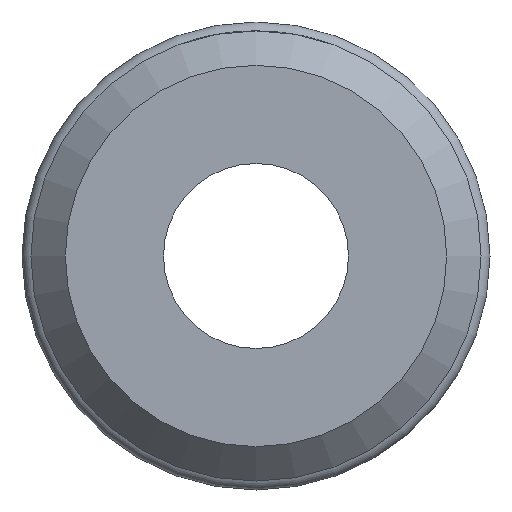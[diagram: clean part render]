
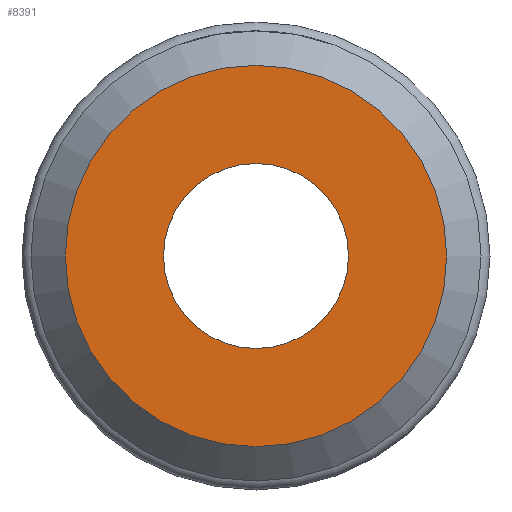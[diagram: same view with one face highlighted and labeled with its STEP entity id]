
A CAD part, left-side view. The second image highlights one B-rep face of the part: STEP entity #8391.
In plain terms, the highlighted planar face has unit normal (-1, 0, 0).
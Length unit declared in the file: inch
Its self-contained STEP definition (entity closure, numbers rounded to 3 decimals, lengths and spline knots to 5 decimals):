
#8216=CARTESIAN_POINT('',(0.0,-0.25,0.));
#8217=VERTEX_POINT('',#8216);
#8218=CARTESIAN_POINT('',(0.0,0.0,0.0));
#8219=DIRECTION('',(1.0,0.0,0.0));
#8220=DIRECTION('',(0.0,1.0,0.0));
#8221=AXIS2_PLACEMENT_3D('',#8218,#8219,#8220);
#8222=CIRCLE('',#8221,0.25);
#8223=EDGE_CURVE('',#8217,#8217,#8222,.T.);
#8307=CARTESIAN_POINT('',(0.0,0.5155,0.0));
#8308=VERTEX_POINT('',#8307);
#8309=CARTESIAN_POINT('',(0.0,0.0,0.0));
#8310=DIRECTION('',(1.0,0.0,0.0));
#8311=DIRECTION('',(0.0,1.0,0.0));
#8312=AXIS2_PLACEMENT_3D('',#8309,#8310,#8311);
#8313=CIRCLE('',#8312,0.5155);
#8314=EDGE_CURVE('',#8308,#8308,#8313,.T.);
#8380=CARTESIAN_POINT('',(0.0,0.25775,0.0));
#8381=DIRECTION('',(-1.0,0.0,0.0));
#8382=DIRECTION('',(0.0,0.0,1.0));
#8383=AXIS2_PLACEMENT_3D('',#8380,#8381,#8382);
#8384=PLANE('',#8383);
#8385=ORIENTED_EDGE('',*,*,#8314,.F.);
#8386=EDGE_LOOP('',(#8385));
#8387=FACE_OUTER_BOUND('',#8386,.T.);
#8388=ORIENTED_EDGE('',*,*,#8223,.T.);
#8389=EDGE_LOOP('',(#8388));
#8390=FACE_BOUND('',#8389,.T.);
#8391=ADVANCED_FACE('',(#8387,#8390),#8384,.T.);
